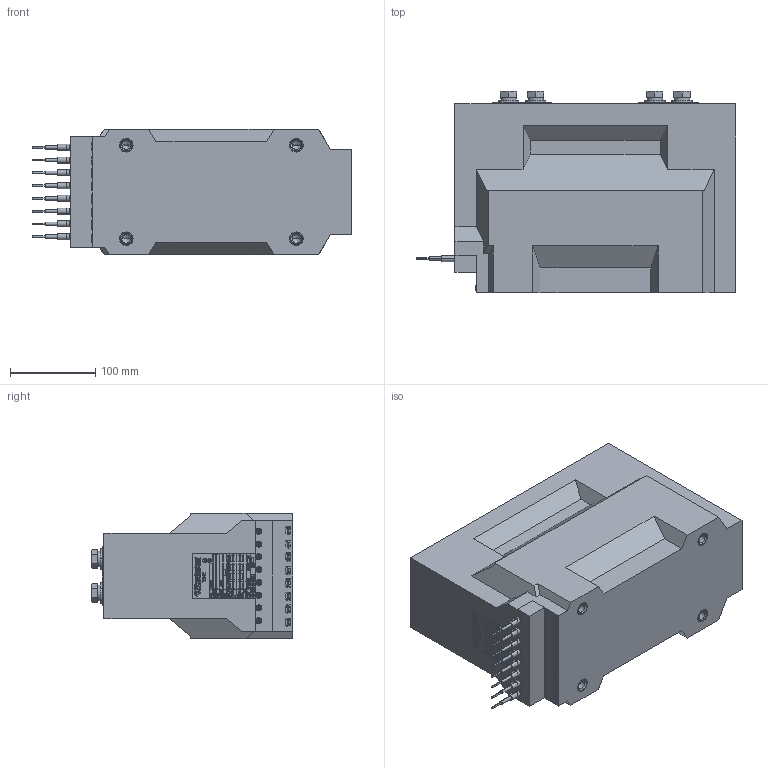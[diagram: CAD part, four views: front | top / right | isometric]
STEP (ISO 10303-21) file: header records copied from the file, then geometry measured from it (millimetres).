
FILE_DESCRIPTION (( 'STEP AP214' ), '1' );
FILE_NAME ('ﾒﾋﾊ-ﾑﾒ-10-16.1 (2000ﾀ).STEP', '2023-06-08T10:07:18', ( '' ), ( '' ), 'SwSTEP 2.0', 'SolidWorks 2014', '' );
FILE_SCHEMA (( 'AUTOMOTIVE_DESIGN' ));
Length unit declared in the file: millimetre
Products named in the file (17): ﾒﾋﾊ-ﾑﾒ-10-16.1 (2000ﾀ); Øàéáà ïðóæ. ÃÎÑÒ 6402-70_12; Áîëò ÃÎÑÒ 7798-70_12å30; ﾘ琺矜 ﾃﾎﾑﾒ 11371-78_12; Áîëò ÃÎÑÒ 7805-70_Œ5å12; Äîçàëèâêà âòîð. âûâ.^ÈÁËÒ.671213.019-01-40 Òðàíñôîðìàòîð òîêà ÒËÊ-ÑÒ-10-16_00; òðóáêà 305 ÒÂ-40 6õ0,6^ÈÁËÒ.671213.019-01-40 Òðàíñôîðìàòîð òîêà ÒËÊ-ÑÒ-10-16_00; ÏÓÃÂ^ÈÁËÒ.671213.019-01-40 Òðàíñôîðìàòîð òîêà ÒËÊ-ÑÒ-10-16_00; Íàêîíå÷èê êîëüöåâîé èçîëèðîâàííûé ÍÊÈ 2,5_5; ÂÅÈÓ.754312.182À Òàáëè÷êà òåõíè÷åñêèõ äàííûõ ÒËÊ-ÑÒ_-00; ÂÅÈÓ.671213.542 Ñáîðêà ñ çàëèâêîé ÒËÊ-ÑÒ-10-16_03; ÂÅÈÓ.758472.015 Ãàéêà; Êîðïóñ^ÂÅÈÓ.671213.542 Ñáîðêà ñ çàëèâêîé ÒËÊ-ÑÒ-10-16_03; ÂÅÈÓ.758472.006 Ãàéêà ñïåöèàëüíàÿ_00; ÂÅÈÓ.671213.342 Àêòèâíàÿ ÷àñòü ÒËÊ-ÑÒ-10-16_02-01; 屡扔.758472.007 绵殛郷-02; ÂÅÈÓ.757465.007À Íàêîíå÷íèê_-00
Assembly tree (76 placements, depth 4):
  ﾒﾋﾊ-ﾑﾒ-10-16.1 (2000ﾀ)
    ÂÅÈÓ.671213.542 Ñáîðêà ñ çàëèâêîé ÒËÊ-ÑÒ-10-16_03
      ÂÅÈÓ.671213.342 Àêòèâíàÿ ÷àñòü ÒËÊ-ÑÒ-10-16_02-01
        ÂÅÈÓ.757465.007À Íàêîíå÷íèê_-00  x2
        屡扔.758472.007 绵殛郷-02  x8
      ÂÅÈÓ.758472.006 Ãàéêà ñïåöèàëüíàÿ_00  x4
      Êîðïóñ^ÂÅÈÓ.671213.542 Ñáîðêà ñ çàëèâêîé ÒËÊ-ÑÒ-10-16_03
      ÂÅÈÓ.758472.015 Ãàéêà
    ÂÅÈÓ.754312.182À Òàáëè÷êà òåõíè÷åñêèõ äàííûõ ÒËÊ-ÑÒ_-00
    Íàêîíå÷èê êîëüöåâîé èçîëèðîâàííûé ÍÊÈ 2,5_5  x8
    ÏÓÃÂ^ÈÁËÒ.671213.019-01-40 Òðàíñôîðìàòîð òîêà ÒËÊ-ÑÒ-10-16_00  x8
    òðóáêà 305 ÒÂ-40 6õ0,6^ÈÁËÒ.671213.019-01-40 Òðàíñôîðìàòîð òîêà ÒËÊ-ÑÒ-10-16_00  x8
    Äîçàëèâêà âòîð. âûâ.^ÈÁËÒ.671213.019-01-40 Òðàíñôîðìàòîð òîêà ÒËÊ-ÑÒ-10-16_00
    Áîëò ÃÎÑÒ 7805-70_Œ5å12  x8
    ﾘ琺矜 ﾃﾎﾑﾒ 11371-78_12  x8
    Øàéáà ïðóæ. ÃÎÑÒ 6402-70_12  x8
    Áîëò ÃÎÑÒ 7798-70_12å30  x8
Bounding box: 375.4 x 237 x 148 mm (x, y, z)
Volume: 9004304 mm3; surface area: 440438.9 mm2
Topology: 74 solids, 74 shells, 4694 faces, 11853 edges, 7659 vertices
Faces by surface type: plane 2663, bspline 980, cylinder 659, cone 360, torus 32
Entity records: 196993 total; most frequent: CARTESIAN_POINT 78746, ORIENTED_EDGE 19792, DIRECTION 14564, EDGE_CURVE 9896, VECTOR 6984, LINE 6984, VERTEX_POINT 6510, EDGE_LOOP 4244
